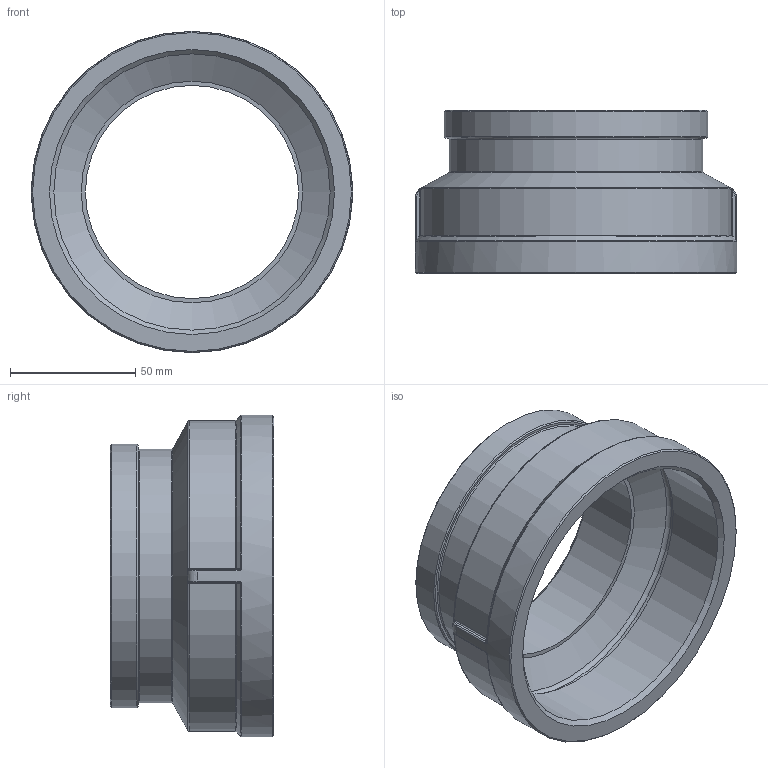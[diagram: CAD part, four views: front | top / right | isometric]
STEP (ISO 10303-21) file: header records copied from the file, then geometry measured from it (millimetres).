
FILE_DESCRIPTION(/* description */ (''),/* implementation_level */ '2;1');
FILE_NAME(/* name */ 'KI-335-1-100 Aschl.stp',/* time_stamp */ '2016-06-02T13:07:51+02:00',/* author */ ('hochmair'),/* organization */ (''),/* preprocessor_version */ 'ST-DEVELOPER v15.6',/* originating_system */ 'Autodesk Inventor 2015',/* authorisation */ '');
FILE_SCHEMA (('AUTOMOTIVE_DESIGN { 1 0 10303 214 3 1 1 }'));
Length unit declared in the file: millimetre
Products named in the file (1): TB63385378
Bounding box: 128 x 65 x 128 mm (x, y, z)
Volume: 181507.3 mm3; surface area: 56130.2 mm2
Topology: 1 solids, 1 shells, 64 faces, 136 edges, 77 vertices
Faces by surface type: cylinder 16, bspline 16, torus 11, plane 9, cone 8, sphere 4
Full cylindrical faces by diameter (mm): 84.926 x1, 101 x1, 105 x1, 110.072 x1, 114 x1, 128 x1
Entity records: 2031 total; most frequent: CARTESIAN_POINT 767, DIRECTION 256, ORIENTED_EDGE 230, AXIS2_PLACEMENT_3D 116, EDGE_CURVE 115, EDGE_LOOP 86, VERTEX_POINT 73, CIRCLE 67
